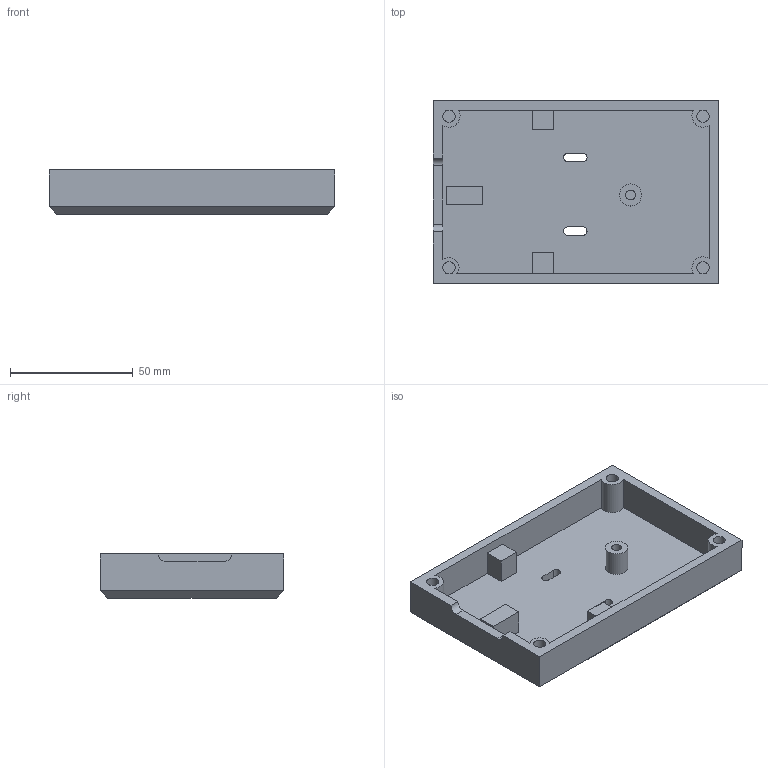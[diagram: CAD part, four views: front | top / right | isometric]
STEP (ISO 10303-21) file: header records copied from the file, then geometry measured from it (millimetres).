
FILE_DESCRIPTION(/* description */ (''),/* implementation_level */ '2;1');
FILE_NAME(/* name */ 'sensor-board-top.step',/* time_stamp */ '2023-12-28T17:43:54+09:00',/* author */ (''),/* organization */ (''),/* preprocessor_version */ 'ST-DEVELOPER v20',/* originating_system */ 'Autodesk Translation Framework v12.14.0.127',/* authorisation */ '');
FILE_SCHEMA (('AUTOMOTIVE_DESIGN { 1 0 10303 214 3 1 1 }'));
Length unit declared in the file: millimetre
Products named in the file (1): sensor-board
Bounding box: 116.39 x 74.72 x 18 mm (x, y, z)
Volume: 58052.1 mm3; surface area: 29982.9 mm2
Topology: 1 solids, 1 shells, 55 faces, 134 edges, 88 vertices
Faces by surface type: plane 39, cylinder 16
Full cylindrical faces by diameter (mm): 4 x1, 5 x4, 9 x1
Entity records: 1649 total; most frequent: DIRECTION 278, CARTESIAN_POINT 278, ORIENTED_EDGE 268, EDGE_CURVE 134, LINE 102, VECTOR 102, VERTEX_POINT 88, AXIS2_PLACEMENT_3D 88
